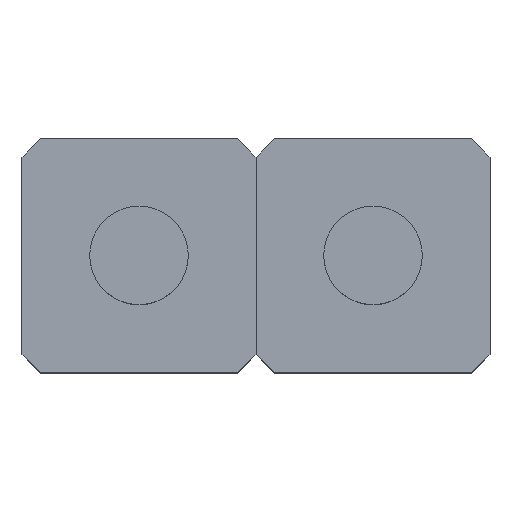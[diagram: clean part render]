
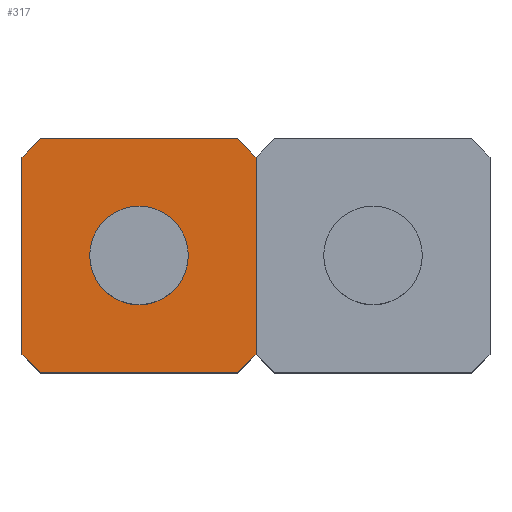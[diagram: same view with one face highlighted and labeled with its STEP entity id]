
A CAD part, top view. The second image highlights one B-rep face of the part: STEP entity #317.
In plain terms, the highlighted planar face has unit normal (0, 0, 1).
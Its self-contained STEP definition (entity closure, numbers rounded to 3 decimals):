
#106 = VERTEX_POINT('',#107);
#107 = CARTESIAN_POINT('',(-2.34,1.27,4.4));
#113 = EDGE_CURVE('',#106,#114,#116,.T.);
#114 = VERTEX_POINT('',#115);
#115 = CARTESIAN_POINT('',(-0.2,1.27,4.4));
#116 = LINE('',#117,#118);
#117 = CARTESIAN_POINT('',(-2.54,1.27,4.4));
#118 = VECTOR('',#119,1.);
#119 = DIRECTION('',(1.,0.,0.));
#137 = EDGE_CURVE('',#114,#138,#140,.T.);
#138 = VERTEX_POINT('',#139);
#139 = CARTESIAN_POINT('',(0.,1.07,4.4));
#140 = LINE('',#141,#142);
#141 = CARTESIAN_POINT('',(-0.1,1.17,4.4));
#142 = VECTOR('',#143,1.);
#143 = DIRECTION('',(0.707,-0.707,0.));
#161 = EDGE_CURVE('',#106,#162,#164,.T.);
#162 = VERTEX_POINT('',#163);
#163 = CARTESIAN_POINT('',(-2.54,1.07,4.4));
#164 = LINE('',#165,#166);
#165 = CARTESIAN_POINT('',(-2.44,1.17,4.4));
#166 = VECTOR('',#167,1.);
#167 = DIRECTION('',(-0.707,-0.707,0.));
#185 = EDGE_CURVE('',#138,#186,#188,.T.);
#186 = VERTEX_POINT('',#187);
#187 = CARTESIAN_POINT('',(0.,-1.07,4.4));
#188 = LINE('',#189,#190);
#189 = CARTESIAN_POINT('',(0.,1.27,4.4));
#190 = VECTOR('',#191,1.);
#191 = DIRECTION('',(0.,-1.,0.));
#209 = VERTEX_POINT('',#210);
#210 = CARTESIAN_POINT('',(-2.54,-1.07,4.4));
#216 = EDGE_CURVE('',#209,#162,#217,.T.);
#217 = LINE('',#218,#219);
#218 = CARTESIAN_POINT('',(-2.54,-1.27,4.4));
#219 = VECTOR('',#220,1.);
#220 = DIRECTION('',(0.,1.,0.));
#233 = EDGE_CURVE('',#186,#234,#236,.T.);
#234 = VERTEX_POINT('',#235);
#235 = CARTESIAN_POINT('',(-0.2,-1.27,4.4));
#236 = LINE('',#237,#238);
#237 = CARTESIAN_POINT('',(-0.1,-1.17,4.4));
#238 = VECTOR('',#239,1.);
#239 = DIRECTION('',(-0.707,-0.707,0.));
#257 = EDGE_CURVE('',#209,#258,#260,.T.);
#258 = VERTEX_POINT('',#259);
#259 = CARTESIAN_POINT('',(-2.34,-1.27,4.4));
#260 = LINE('',#261,#262);
#261 = CARTESIAN_POINT('',(-2.44,-1.17,4.4));
#262 = VECTOR('',#263,1.);
#263 = DIRECTION('',(0.707,-0.707,0.));
#281 = EDGE_CURVE('',#234,#258,#282,.T.);
#282 = LINE('',#283,#284);
#283 = CARTESIAN_POINT('',(0.,-1.27,4.4));
#284 = VECTOR('',#285,1.);
#285 = DIRECTION('',(-1.,0.,0.));
#317 = ADVANCED_FACE('',(#318,#328),#339,.F.);
#318 = FACE_BOUND('',#319,.F.);
#319 = EDGE_LOOP('',(#320,#321,#322,#323,#324,#325,#326,#327));
#320 = ORIENTED_EDGE('',*,*,#113,.T.);
#321 = ORIENTED_EDGE('',*,*,#137,.T.);
#322 = ORIENTED_EDGE('',*,*,#185,.T.);
#323 = ORIENTED_EDGE('',*,*,#233,.T.);
#324 = ORIENTED_EDGE('',*,*,#281,.T.);
#325 = ORIENTED_EDGE('',*,*,#257,.F.);
#326 = ORIENTED_EDGE('',*,*,#216,.T.);
#327 = ORIENTED_EDGE('',*,*,#161,.F.);
#328 = FACE_BOUND('',#329,.F.);
#329 = EDGE_LOOP('',(#330));
#330 = ORIENTED_EDGE('',*,*,#331,.T.);
#331 = EDGE_CURVE('',#332,#332,#334,.T.);
#332 = VERTEX_POINT('',#333);
#333 = CARTESIAN_POINT('',(-0.735,0.,4.4));
#334 = CIRCLE('',#335,0.535);
#335 = AXIS2_PLACEMENT_3D('',#336,#337,#338);
#336 = CARTESIAN_POINT('',(-1.27,0.,4.4));
#337 = DIRECTION('',(0.,0.,1.));
#338 = DIRECTION('',(1.,0.,0.));
#339 = PLANE('',#340);
#340 = AXIS2_PLACEMENT_3D('',#341,#342,#343);
#341 = CARTESIAN_POINT('',(-1.27,0.,4.4));
#342 = DIRECTION('',(-0.,-0.,-1.));
#343 = DIRECTION('',(-1.,0.,0.));
